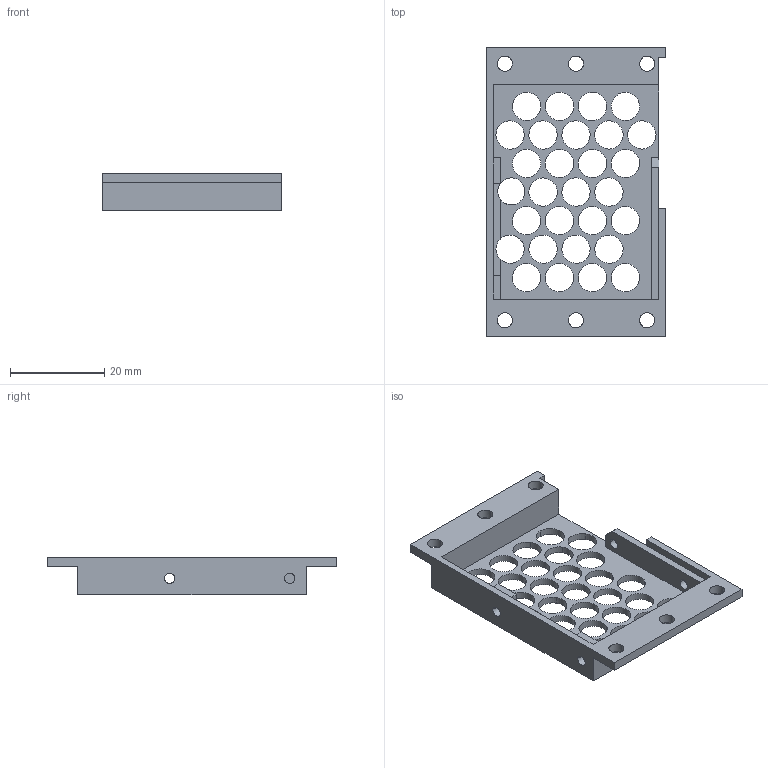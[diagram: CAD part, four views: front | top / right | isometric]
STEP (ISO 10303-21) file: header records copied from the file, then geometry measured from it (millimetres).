
FILE_DESCRIPTION(/* description */ (''),/* implementation_level */ '2;1');
FILE_NAME(/* name */ 'OB_Z_A~2',/* time_stamp */ '2025-11-23T00:13:24+08:00',/* author */ (''),/* organization */ (''),/* preprocessor_version */ 'ST-DEVELOPER v16.5',/* originating_system */ '',/* authorisation */ '');
FILE_SCHEMA (('CONFIG_CONTROL_DESIGN'));
Length unit declared in the file: millimetre
Products named in the file (1): Document
Bounding box: 38.2 x 61.5 x 8 mm (x, y, z)
Volume: 4096 mm3; surface area: 6118.5 mm2
Topology: 1 solids, 1 shells, 118 faces, 341 edges, 223 vertices
Faces by surface type: cylinder 84, plane 34
Entity records: 3808 total; most frequent: CARTESIAN_POINT 1522, ORIENTED_EDGE 682, EDGE_CURVE 341, VERTEX_POINT 223, EDGE_LOOP 194, DIRECTION 122, AXIS2_PLACEMENT_3D 120, ADVANCED_FACE 118
